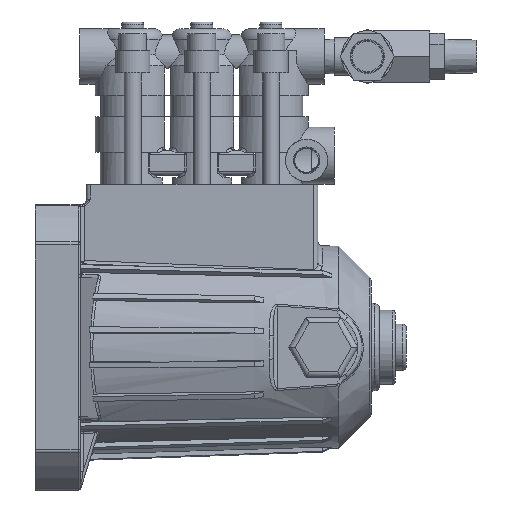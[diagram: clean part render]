
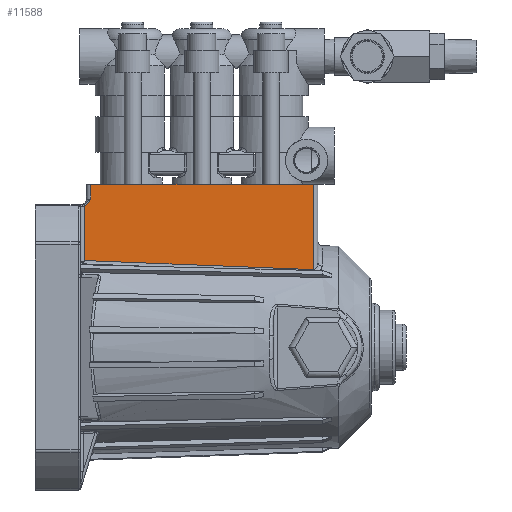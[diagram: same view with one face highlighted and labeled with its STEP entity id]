
A CAD part, front view. The second image highlights one B-rep face of the part: STEP entity #11588.
In plain terms, the highlighted planar face has unit normal (0, -1, 0).
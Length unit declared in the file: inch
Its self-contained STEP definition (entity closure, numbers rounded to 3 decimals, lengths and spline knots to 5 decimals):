
#239 = CARTESIAN_POINT ( 'NONE',  ( -1.90101, -3.83781, 1.42975 ) ) ;
#719 = VERTEX_POINT ( 'NONE', #19133 ) ;
#1174 = CARTESIAN_POINT ( 'NONE',  ( -6.11101, -3.83781, 2.59995 ) ) ;
#1641 = VECTOR ( 'NONE', #19097, 39.37008 ) ;
#1940 = CARTESIAN_POINT ( 'NONE',  ( -6.11101, -3.83781, 1.59618 ) ) ;
#2044 = CARTESIAN_POINT ( 'NONE',  ( -4.70763, -3.83781, 1.54196 ) ) ;
#2449 = ORIENTED_EDGE ( 'NONE', *, *, #11006, .T. ) ;
#3165 = DIRECTION ( 'NONE',  ( 0., -1., 0. ) ) ;
#3257 = AXIS2_PLACEMENT_3D ( 'NONE', #16045, #3165, #18200 ) ;
#4446 = ORIENTED_EDGE ( 'NONE', *, *, #27286, .T. ) ;
#4826 = ORIENTED_EDGE ( 'NONE', *, *, #25211, .T. ) ;
#5083 = CARTESIAN_POINT ( 'NONE',  ( -6.08101, -3.83781, 3. ) ) ;
#5826 = VECTOR ( 'NONE', #24888, 39.37008 ) ;
#7403 = LINE ( 'NONE', #27655, #1641 ) ;
#7476 = VERTEX_POINT ( 'NONE', #20682 ) ;
#7596 = CARTESIAN_POINT ( 'NONE',  ( -6.02794, -3.83781, 2.67499 ) ) ;
#8504 = VERTEX_POINT ( 'NONE', #22638 ) ;
#8557 = CARTESIAN_POINT ( 'NONE',  ( -3.30429, -3.83781, 1.48663 ) ) ;
#9414 = B_SPLINE_CURVE_WITH_KNOTS ( 'NONE', 3,
 ( #1940, #2044, #8557, #23544 ),
 .UNSPECIFIED., .F., .F.,
 ( 4, 4 ),
 ( 0., 0.10702 ),
 .UNSPECIFIED. ) ;
#9727 = CARTESIAN_POINT ( 'NONE',  ( -6.05468, -3.83781, 2.64226 ) ) ;
#11006 = EDGE_CURVE ( 'NONE', #15119, #7476, #7403, .T. ) ;
#11588 = ADVANCED_FACE ( 'NONE', ( #12554 ), #26745, .T. ) ;
#11902 = CARTESIAN_POINT ( 'NONE',  ( -6.06985, -3.83781, 2.62723 ) ) ;
#11972 = EDGE_CURVE ( 'NONE', #17263, #719, #22954, .T. ) ;
#12060 = CARTESIAN_POINT ( 'NONE',  ( -6.00101, -3.83781, 2.625 ) ) ;
#12235 = EDGE_LOOP ( 'NONE', ( #4446, #25175, #25065, #18637, #2449, #4826 ) ) ;
#12554 = FACE_OUTER_BOUND ( 'NONE', #12235, .T. ) ;
#13995 = EDGE_CURVE ( 'NONE', #8504, #17263, #17509, .T. ) ;
#13997 = VECTOR ( 'NONE', #20098, 39.37008 ) ;
#14053 = CARTESIAN_POINT ( 'NONE',  ( -6.09808, -3.83781, 2.60607 ) ) ;
#14909 = VECTOR ( 'NONE', #18554, 39.37008 ) ;
#15119 = VERTEX_POINT ( 'NONE', #239 ) ;
#16045 = CARTESIAN_POINT ( 'NONE',  ( -6.19101, -3.83781, 2.625 ) ) ;
#17263 = VERTEX_POINT ( 'NONE', #23955 ) ;
#17509 = B_SPLINE_CURVE_WITH_KNOTS ( 'NONE', 3,
 ( #26834, #22515, #7596, #22611, #9727, #24750, #11902, #26927, #14053, #1174 ),
 .UNSPECIFIED., .F., .F.,
 ( 4, 2, 2, 2, 4 ),
 ( -0.00001, 0.00215, 0.00269, 0.00323, 0.00431 ),
 .UNSPECIFIED. ) ;
#18200 = DIRECTION ( 'NONE',  ( 0., 0., -1. ) ) ;
#18441 = EDGE_CURVE ( 'NONE', #719, #15119, #9414, .T. ) ;
#18554 = DIRECTION ( 'NONE',  ( 0., 0., -1. ) ) ;
#18637 = ORIENTED_EDGE ( 'NONE', *, *, #18441, .T. ) ;
#19042 = LINE ( 'NONE', #5083, #13997 ) ;
#19097 = DIRECTION ( 'NONE',  ( 0., 0., 1. ) ) ;
#19133 = CARTESIAN_POINT ( 'NONE',  ( -6.11101, -3.83781, 1.59618 ) ) ;
#20098 = DIRECTION ( 'NONE',  ( -1., 0., 0. ) ) ;
#20525 = CARTESIAN_POINT ( 'NONE',  ( -6.00101, -3.83781, 3. ) ) ;
#20585 = CARTESIAN_POINT ( 'NONE',  ( -6.11101, -3.83781, 2.625 ) ) ;
#20622 = LINE ( 'NONE', #12060, #14909 ) ;
#20682 = CARTESIAN_POINT ( 'NONE',  ( -1.90101, -3.83781, 3. ) ) ;
#22515 = CARTESIAN_POINT ( 'NONE',  ( -6.01437, -3.83781, 2.7 ) ) ;
#22611 = CARTESIAN_POINT ( 'NONE',  ( -6.05002, -3.83781, 2.64756 ) ) ;
#22638 = CARTESIAN_POINT ( 'NONE',  ( -6.00101, -3.83781, 2.725 ) ) ;
#22954 = LINE ( 'NONE', #20585, #5826 ) ;
#23544 = CARTESIAN_POINT ( 'NONE',  ( -1.90101, -3.83781, 1.42975 ) ) ;
#23955 = CARTESIAN_POINT ( 'NONE',  ( -6.11101, -3.83781, 2.59995 ) ) ;
#24750 = CARTESIAN_POINT ( 'NONE',  ( -6.06459, -3.83781, 2.63209 ) ) ;
#24888 = DIRECTION ( 'NONE',  ( 0., 0., -1. ) ) ;
#25065 = ORIENTED_EDGE ( 'NONE', *, *, #11972, .T. ) ;
#25175 = ORIENTED_EDGE ( 'NONE', *, *, #13995, .T. ) ;
#25211 = EDGE_CURVE ( 'NONE', #7476, #26830, #19042, .T. ) ;
#26745 = PLANE ( 'NONE',  #3257 ) ;
#26830 = VERTEX_POINT ( 'NONE', #20525 ) ;
#26834 = CARTESIAN_POINT ( 'NONE',  ( -6.00101, -3.83781, 2.725 ) ) ;
#26927 = CARTESIAN_POINT ( 'NONE',  ( -6.08624, -3.83781, 2.61374 ) ) ;
#27286 = EDGE_CURVE ( 'NONE', #26830, #8504, #20622, .T. ) ;
#27655 = CARTESIAN_POINT ( 'NONE',  ( -1.90101, -3.83781, 3. ) ) ;
